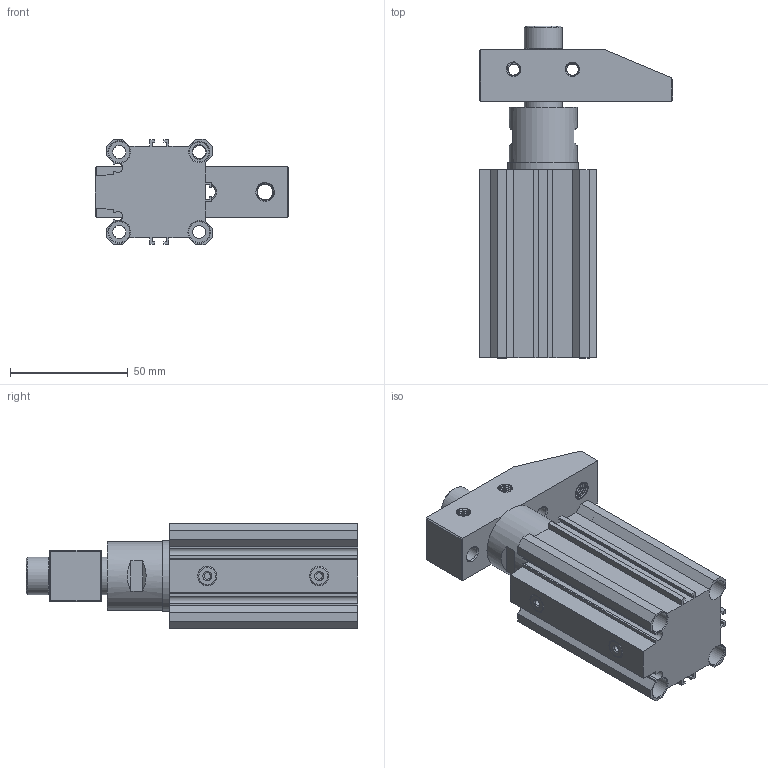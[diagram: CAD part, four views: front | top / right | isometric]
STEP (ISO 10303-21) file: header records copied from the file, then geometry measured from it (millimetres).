
FILE_DESCRIPTION(/* description */ (''),/* implementation_level */ '2;1');
FILE_NAME(/* name */ 'ECRS-32S.stp',/* time_stamp */ '2020-02-20T15:44:15-05:00',/* author */ (''),/* organization */ (''),/* preprocessor_version */ 'ST-DEVELOPER v17',/* originating_system */ 'Autodesk Inventor 2018',/* authorisation */ '');
FILE_SCHEMA (('AUTOMOTIVE_DESIGN { 1 0 10303 214 3 1 1 }'));
Length unit declared in the file: millimetre
Products named in the file (1): ECRS-32S
Bounding box: 82.05 x 141 x 45 mm (x, y, z)
Volume: 168998.3 mm3; surface area: 67382.6 mm2
Topology: 7 solids, 7 shells, 337 faces, 996 edges, 689 vertices
Faces by surface type: plane 135, cylinder 107, cone 79, bspline 10, torus 6
Full cylindrical faces by diameter (mm): 2 x3, 2.808 x2, 5 x40, 5.5 x3, 6.2 x2, 6.8 x10, 8.2 x4, 8.5 x1, 9 x8, 10 x2, 10.5 x1, 16 x3, 29 x1, 30 x1, 32 x3, 33.5 x1, 35 x5
Entity records: 21784 total; most frequent: CARTESIAN_POINT 12351, ORIENTED_EDGE 1990, DIRECTION 1823, EDGE_CURVE 995, VERTEX_POINT 689, AXIS2_PLACEMENT_3D 677, LINE 469, VECTOR 469
